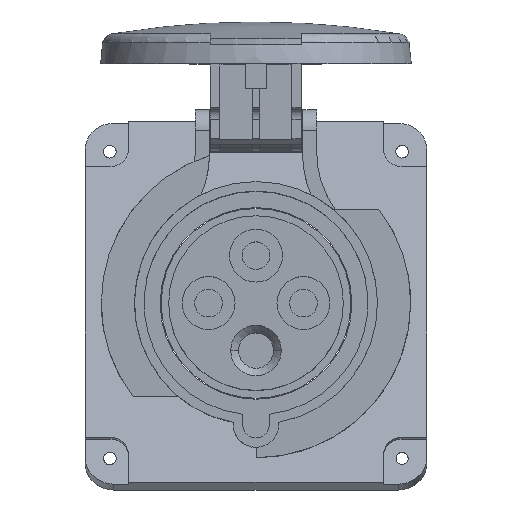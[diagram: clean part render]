
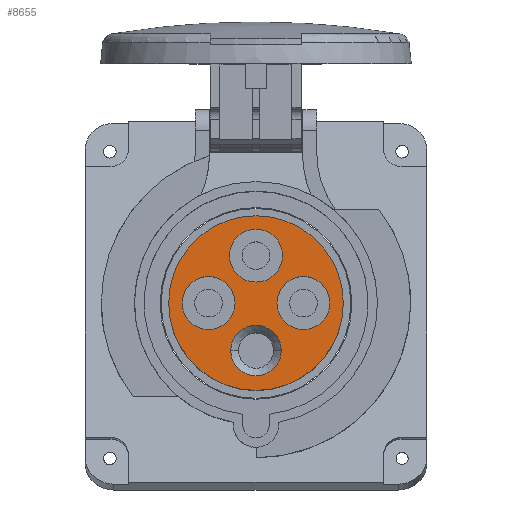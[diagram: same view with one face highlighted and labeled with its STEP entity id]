
A CAD part, top view. The second image highlights one B-rep face of the part: STEP entity #8655.
In plain terms, the highlighted planar face has unit normal (0, 0, 1).
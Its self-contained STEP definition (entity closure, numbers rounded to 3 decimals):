
#7896=CARTESIAN_POINT('',(0.,0.,0.));
#7897=DIRECTION('',(0.,0.,-1.));
#7898=DIRECTION('',(0.,1.,0.));
#7899=AXIS2_PLACEMENT_3D('',#7896,#7897,#7898);
#7901=CARTESIAN_POINT('',(0.,0.,0.));
#7902=DIRECTION('',(0.,0.,-1.));
#7903=DIRECTION('',(0.,-1.,0.));
#7904=AXIS2_PLACEMENT_3D('',#7901,#7902,#7903);
#7906=CARTESIAN_POINT('',(0.,-12.5,0.));
#7907=DIRECTION('',(0.,0.,1.));
#7908=DIRECTION('',(-1.,0.,0.));
#7909=AXIS2_PLACEMENT_3D('',#7906,#7907,#7908);
#7911=CARTESIAN_POINT('',(0.,-12.5,0.));
#7912=DIRECTION('',(0.,0.,1.));
#7913=DIRECTION('',(0.,-1.,0.));
#7914=AXIS2_PLACEMENT_3D('',#7911,#7912,#7913);
#7916=CARTESIAN_POINT('',(0.,-12.5,0.));
#7917=DIRECTION('',(0.,0.,1.));
#7918=DIRECTION('',(1.,0.,0.));
#7919=AXIS2_PLACEMENT_3D('',#7916,#7917,#7918);
#7921=CARTESIAN_POINT('',(0.,-12.5,0.));
#7922=DIRECTION('',(0.,0.,1.));
#7923=DIRECTION('',(0.,1.,0.));
#7924=AXIS2_PLACEMENT_3D('',#7921,#7922,#7923);
#7926=CARTESIAN_POINT('',(0.,12.5,0.));
#7927=DIRECTION('',(0.,0.,1.));
#7928=DIRECTION('',(1.,0.,0.));
#7929=AXIS2_PLACEMENT_3D('',#7926,#7927,#7928);
#7931=CARTESIAN_POINT('',(0.,12.5,0.));
#7932=DIRECTION('',(0.,0.,1.));
#7933=DIRECTION('',(-1.,0.,0.));
#7934=AXIS2_PLACEMENT_3D('',#7931,#7932,#7933);
#7936=CARTESIAN_POINT('',(12.5,0.,0.));
#7937=DIRECTION('',(0.,0.,1.));
#7938=DIRECTION('',(1.,0.,0.));
#7939=AXIS2_PLACEMENT_3D('',#7936,#7937,#7938);
#7941=CARTESIAN_POINT('',(12.5,0.,0.));
#7942=DIRECTION('',(0.,0.,1.));
#7943=DIRECTION('',(-1.,0.,0.));
#7944=AXIS2_PLACEMENT_3D('',#7941,#7942,#7943);
#7946=CARTESIAN_POINT('',(-12.5,0.,0.));
#7947=DIRECTION('',(0.,0.,1.));
#7948=DIRECTION('',(1.,0.,0.));
#7949=AXIS2_PLACEMENT_3D('',#7946,#7947,#7948);
#7951=CARTESIAN_POINT('',(-12.5,0.,0.));
#7952=DIRECTION('',(0.,0.,1.));
#7953=DIRECTION('',(-1.,0.,0.));
#7954=AXIS2_PLACEMENT_3D('',#7951,#7952,#7953);
#8456=CARTESIAN_POINT('',(0.,23.,0.));
#8457=CARTESIAN_POINT('',(0.,-23.,0.));
#8458=VERTEX_POINT('',#8456);
#8459=VERTEX_POINT('',#8457);
#8460=CARTESIAN_POINT('',(-6.65,-12.5,0.));
#8461=CARTESIAN_POINT('',(0.,-19.15,0.));
#8462=VERTEX_POINT('',#8460);
#8463=VERTEX_POINT('',#8461);
#8464=CARTESIAN_POINT('',(6.65,-12.5,0.));
#8465=VERTEX_POINT('',#8464);
#8466=CARTESIAN_POINT('',(0.,-5.85,0.));
#8467=VERTEX_POINT('',#8466);
#8468=CARTESIAN_POINT('',(6.974,12.5,0.));
#8469=CARTESIAN_POINT('',(-6.974,12.5,0.));
#8470=VERTEX_POINT('',#8468);
#8471=VERTEX_POINT('',#8469);
#8472=CARTESIAN_POINT('',(19.474,0.,0.));
#8473=CARTESIAN_POINT('',(5.526,0.,0.));
#8474=VERTEX_POINT('',#8472);
#8475=VERTEX_POINT('',#8473);
#8476=CARTESIAN_POINT('',(-5.526,0.,0.));
#8477=CARTESIAN_POINT('',(-19.474,0.,0.));
#8478=VERTEX_POINT('',#8476);
#8479=VERTEX_POINT('',#8477);
#8616=CARTESIAN_POINT('',(0.,0.,0.));
#8617=DIRECTION('',(0.,0.,-1.));
#8618=DIRECTION('',(0.,-1.,0.));
#8619=AXIS2_PLACEMENT_3D('',#8616,#8617,#8618);
#8620=PLANE('',#8619);
#8622=ORIENTED_EDGE('',*,*,#8621,.T.);
#8624=ORIENTED_EDGE('',*,*,#8623,.T.);
#8625=EDGE_LOOP('',(#8622,#8624));
#8626=FACE_OUTER_BOUND('',#8625,.F.);
#8628=ORIENTED_EDGE('',*,*,#8627,.T.);
#8630=ORIENTED_EDGE('',*,*,#8629,.T.);
#8632=ORIENTED_EDGE('',*,*,#8631,.T.);
#8634=ORIENTED_EDGE('',*,*,#8633,.T.);
#8635=EDGE_LOOP('',(#8628,#8630,#8632,#8634));
#8636=FACE_BOUND('',#8635,.F.);
#8638=ORIENTED_EDGE('',*,*,#8637,.T.);
#8640=ORIENTED_EDGE('',*,*,#8639,.T.);
#8641=EDGE_LOOP('',(#8638,#8640));
#8642=FACE_BOUND('',#8641,.F.);
#8644=ORIENTED_EDGE('',*,*,#8643,.T.);
#8646=ORIENTED_EDGE('',*,*,#8645,.T.);
#8647=EDGE_LOOP('',(#8644,#8646));
#8648=FACE_BOUND('',#8647,.F.);
#8650=ORIENTED_EDGE('',*,*,#8649,.T.);
#8652=ORIENTED_EDGE('',*,*,#8651,.T.);
#8653=EDGE_LOOP('',(#8650,#8652));
#8654=FACE_BOUND('',#8653,.F.);
#8655=ADVANCED_FACE('',(#8626,#8636,#8642,#8648,#8654),#8620,.F.);
#7900=CIRCLE('',#7899,23.);
#7905=CIRCLE('',#7904,23.);
#7910=CIRCLE('',#7909,6.65);
#7915=CIRCLE('',#7914,6.65);
#7920=CIRCLE('',#7919,6.65);
#7925=CIRCLE('',#7924,6.65);
#7930=CIRCLE('',#7929,6.974);
#7935=CIRCLE('',#7934,6.974);
#7940=CIRCLE('',#7939,6.974);
#7945=CIRCLE('',#7944,6.974);
#7950=CIRCLE('',#7949,6.974);
#7955=CIRCLE('',#7954,6.974);
#8621=EDGE_CURVE('',#8458,#8459,#7900,.T.);
#8623=EDGE_CURVE('',#8459,#8458,#7905,.T.);
#8627=EDGE_CURVE('',#8462,#8463,#7910,.T.);
#8629=EDGE_CURVE('',#8463,#8465,#7915,.T.);
#8631=EDGE_CURVE('',#8465,#8467,#7920,.T.);
#8633=EDGE_CURVE('',#8467,#8462,#7925,.T.);
#8637=EDGE_CURVE('',#8470,#8471,#7930,.T.);
#8639=EDGE_CURVE('',#8471,#8470,#7935,.T.);
#8643=EDGE_CURVE('',#8474,#8475,#7940,.T.);
#8645=EDGE_CURVE('',#8475,#8474,#7945,.T.);
#8649=EDGE_CURVE('',#8478,#8479,#7950,.T.);
#8651=EDGE_CURVE('',#8479,#8478,#7955,.T.);
